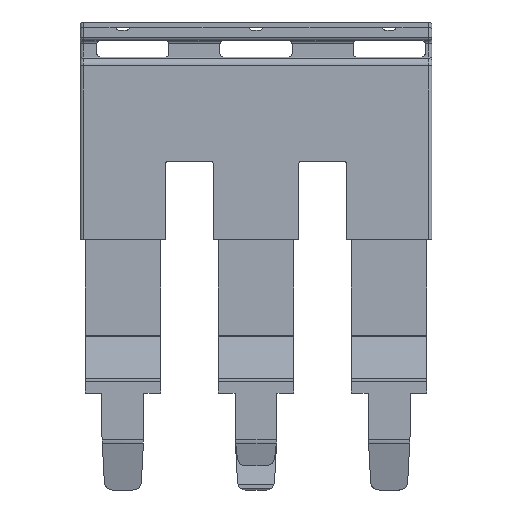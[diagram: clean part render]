
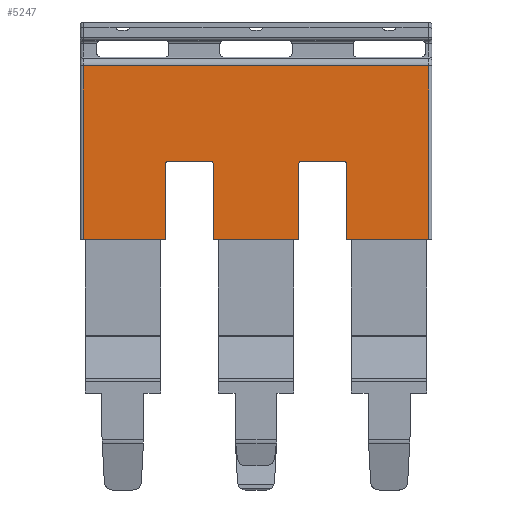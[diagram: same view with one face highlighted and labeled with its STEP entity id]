
A CAD part, front view. The second image highlights one B-rep face of the part: STEP entity #5247.
In plain terms, the highlighted planar face has unit normal (0, -1, 0).
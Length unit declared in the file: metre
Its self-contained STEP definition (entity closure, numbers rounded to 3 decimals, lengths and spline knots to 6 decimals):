
#127=CIRCLE('',#5656,0.0002);
#128=CIRCLE('',#5657,0.0002);
#129=CIRCLE('',#5658,0.0002);
#130=CIRCLE('',#5659,0.0002);
#466=FACE_OUTER_BOUND('',#754,.T.);
#754=EDGE_LOOP('',(#3873,#3874,#3875,#3876,#3877,#3878,#3879,#3880,#3881,
#3882,#3883,#3884,#3885,#3886,#3887,#3888));
#1116=LINE('',#8131,#1652);
#1256=LINE('',#8624,#1792);
#1261=LINE('',#8633,#1797);
#1304=LINE('',#8729,#1840);
#1305=LINE('',#8733,#1841);
#1306=LINE('',#8734,#1842);
#1307=LINE('',#8736,#1843);
#1308=LINE('',#8740,#1844);
#1309=LINE('',#8743,#1845);
#1310=LINE('',#8745,#1846);
#1311=LINE('',#8749,#1847);
#1312=LINE('',#8752,#1848);
#1652=VECTOR('',#6297,0.0049);
#1792=VECTOR('',#6619,0.0051);
#1797=VECTOR('',#6628,0.0049);
#1840=VECTOR('',#6725,0.0206);
#1841=VECTOR('',#6732,0.01038);
#1842=VECTOR('',#6733,0.01038);
#1843=VECTOR('',#6734,0.0045);
#1844=VECTOR('',#6737,0.00245);
#1845=VECTOR('',#6740,0.0045);
#1846=VECTOR('',#6741,0.0045);
#1847=VECTOR('',#6744,0.00245);
#1848=VECTOR('',#6747,0.0045);
#2231=VERTEX_POINT('',#8128);
#2232=VERTEX_POINT('',#8130);
#2380=VERTEX_POINT('',#8618);
#2382=VERTEX_POINT('',#8622);
#2383=VERTEX_POINT('',#8631);
#2384=VERTEX_POINT('',#8632);
#2409=VERTEX_POINT('',#8727);
#2410=VERTEX_POINT('',#8728);
#2411=VERTEX_POINT('',#8735);
#2412=VERTEX_POINT('',#8737);
#2413=VERTEX_POINT('',#8739);
#2414=VERTEX_POINT('',#8741);
#2415=VERTEX_POINT('',#8744);
#2416=VERTEX_POINT('',#8746);
#2417=VERTEX_POINT('',#8748);
#2418=VERTEX_POINT('',#8750);
#2735=EDGE_CURVE('',#2231,#2232,#1116,.T.);
#2930=EDGE_CURVE('',#2382,#2380,#1256,.T.);
#2935=EDGE_CURVE('',#2383,#2384,#1261,.T.);
#2994=EDGE_CURVE('',#2409,#2410,#1304,.T.);
#2997=EDGE_CURVE('',#2231,#2409,#1305,.T.);
#2998=EDGE_CURVE('',#2410,#2384,#1306,.T.);
#2999=EDGE_CURVE('',#2383,#2411,#1307,.T.);
#3000=EDGE_CURVE('',#2411,#2412,#127,.T.);
#3001=EDGE_CURVE('',#2412,#2413,#1308,.T.);
#3002=EDGE_CURVE('',#2413,#2414,#128,.T.);
#3003=EDGE_CURVE('',#2414,#2380,#1309,.T.);
#3004=EDGE_CURVE('',#2382,#2415,#1310,.T.);
#3005=EDGE_CURVE('',#2415,#2416,#129,.T.);
#3006=EDGE_CURVE('',#2416,#2417,#1311,.T.);
#3007=EDGE_CURVE('',#2417,#2418,#130,.T.);
#3008=EDGE_CURVE('',#2418,#2232,#1312,.T.);
#3873=ORIENTED_EDGE('',*,*,#2735,.F.);
#3874=ORIENTED_EDGE('',*,*,#2997,.T.);
#3875=ORIENTED_EDGE('',*,*,#2994,.T.);
#3876=ORIENTED_EDGE('',*,*,#2998,.T.);
#3877=ORIENTED_EDGE('',*,*,#2935,.F.);
#3878=ORIENTED_EDGE('',*,*,#2999,.T.);
#3879=ORIENTED_EDGE('',*,*,#3000,.T.);
#3880=ORIENTED_EDGE('',*,*,#3001,.T.);
#3881=ORIENTED_EDGE('',*,*,#3002,.T.);
#3882=ORIENTED_EDGE('',*,*,#3003,.T.);
#3883=ORIENTED_EDGE('',*,*,#2930,.F.);
#3884=ORIENTED_EDGE('',*,*,#3004,.T.);
#3885=ORIENTED_EDGE('',*,*,#3005,.T.);
#3886=ORIENTED_EDGE('',*,*,#3006,.T.);
#3887=ORIENTED_EDGE('',*,*,#3007,.T.);
#3888=ORIENTED_EDGE('',*,*,#3008,.T.);
#4746=PLANE('',#5655);
#5247=ADVANCED_FACE('',(#466),#4746,.F.);
#5655=AXIS2_PLACEMENT_3D('',#8732,#6730,#6731);
#5656=AXIS2_PLACEMENT_3D('',#8738,#6735,#6736);
#5657=AXIS2_PLACEMENT_3D('',#8742,#6738,#6739);
#5658=AXIS2_PLACEMENT_3D('',#8747,#6742,#6743);
#5659=AXIS2_PLACEMENT_3D('',#8751,#6745,#6746);
#6297=DIRECTION('',(-1.,0.,0.));
#6619=DIRECTION('',(-1.,0.,0.));
#6628=DIRECTION('',(-1.,0.,0.));
#6725=DIRECTION('',(-1.,0.,0.));
#6730=DIRECTION('center_axis',(0.,1.,0.));
#6731=DIRECTION('ref_axis',(0.,0.,1.));
#6732=DIRECTION('',(0.,0.,1.));
#6733=DIRECTION('',(0.,0.,-1.));
#6734=DIRECTION('',(0.,0.,1.));
#6735=DIRECTION('center_axis',(0.,1.,0.));
#6736=DIRECTION('ref_axis',(0.,0.,1.));
#6737=DIRECTION('',(1.,0.,0.));
#6738=DIRECTION('center_axis',(0.,1.,0.));
#6739=DIRECTION('ref_axis',(0.,0.,1.));
#6740=DIRECTION('',(0.,0.,-1.));
#6741=DIRECTION('',(0.,0.,1.));
#6742=DIRECTION('center_axis',(0.,1.,0.));
#6743=DIRECTION('ref_axis',(0.,0.,1.));
#6744=DIRECTION('',(1.,0.,0.));
#6745=DIRECTION('center_axis',(0.,1.,0.));
#6746=DIRECTION('ref_axis',(0.,0.,1.));
#6747=DIRECTION('',(0.,0.,-1.));
#8128=CARTESIAN_POINT('',(-0.017525,-0.001,-0.00519));
#8130=CARTESIAN_POINT('',(-0.022425,-0.001,-0.00519));
#8131=CARTESIAN_POINT('',(-0.017525,-0.001,-0.00519));
#8618=CARTESIAN_POINT('',(-0.030375,-0.001,-0.00519));
#8622=CARTESIAN_POINT('',(-0.025275,-0.001,-0.00519));
#8624=CARTESIAN_POINT('',(-0.025275,-0.001,-0.00519));
#8631=CARTESIAN_POINT('',(-0.033225,-0.001,-0.00519));
#8632=CARTESIAN_POINT('',(-0.038125,-0.001,-0.00519));
#8633=CARTESIAN_POINT('',(-0.033225,-0.001,-0.00519));
#8727=CARTESIAN_POINT('',(-0.017525,-0.001,0.00519));
#8728=CARTESIAN_POINT('',(-0.038125,-0.001,0.00519));
#8729=CARTESIAN_POINT('',(-0.017525,-0.001,0.00519));
#8732=CARTESIAN_POINT('Origin',(0.038325,-0.001,-0.00519));
#8733=CARTESIAN_POINT('',(-0.017525,-0.001,-0.00519));
#8734=CARTESIAN_POINT('',(-0.038125,-0.001,0.00519));
#8735=CARTESIAN_POINT('',(-0.033225,-0.001,-0.00069));
#8736=CARTESIAN_POINT('',(-0.033225,-0.001,-0.00519));
#8737=CARTESIAN_POINT('',(-0.033025,-0.001,-0.00049));
#8738=CARTESIAN_POINT('Origin',(-0.033025,-0.001,-0.00069));
#8739=CARTESIAN_POINT('',(-0.030575,-0.001,-0.00049));
#8740=CARTESIAN_POINT('',(-0.033025,-0.001,-0.00049));
#8741=CARTESIAN_POINT('',(-0.030375,-0.001,-0.00069));
#8742=CARTESIAN_POINT('Origin',(-0.030575,-0.001,-0.00069));
#8743=CARTESIAN_POINT('',(-0.030375,-0.001,-0.00069));
#8744=CARTESIAN_POINT('',(-0.025275,-0.001,-0.00069));
#8745=CARTESIAN_POINT('',(-0.025275,-0.001,-0.00519));
#8746=CARTESIAN_POINT('',(-0.025075,-0.001,-0.00049));
#8747=CARTESIAN_POINT('Origin',(-0.025075,-0.001,-0.00069));
#8748=CARTESIAN_POINT('',(-0.022625,-0.001,-0.00049));
#8749=CARTESIAN_POINT('',(-0.025075,-0.001,-0.00049));
#8750=CARTESIAN_POINT('',(-0.022425,-0.001,-0.00069));
#8751=CARTESIAN_POINT('Origin',(-0.022625,-0.001,-0.00069));
#8752=CARTESIAN_POINT('',(-0.022425,-0.001,-0.00069));
